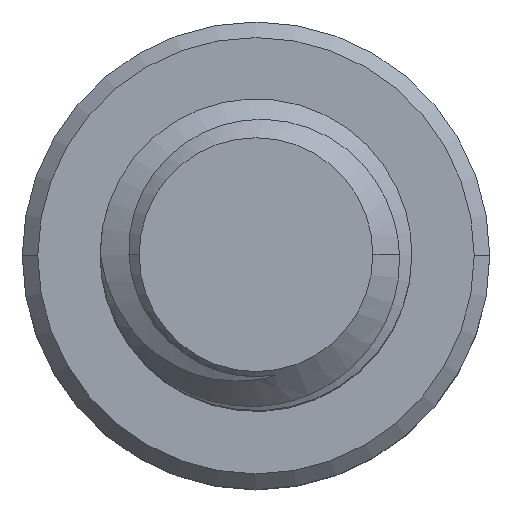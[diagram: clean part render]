
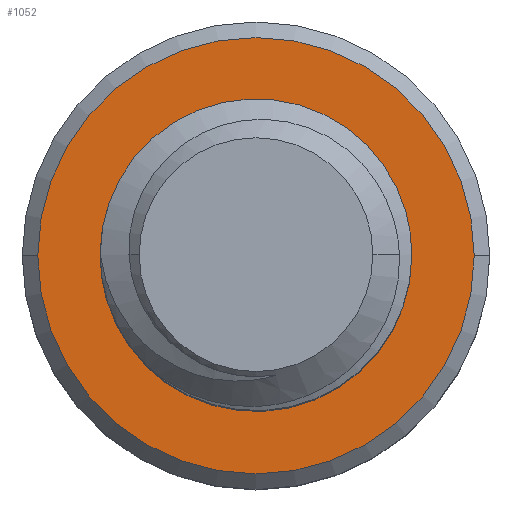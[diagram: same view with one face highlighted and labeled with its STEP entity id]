
A CAD part, top view. The second image highlights one B-rep face of the part: STEP entity #1052.
In plain terms, the highlighted planar face has unit normal (0, 0, 1).
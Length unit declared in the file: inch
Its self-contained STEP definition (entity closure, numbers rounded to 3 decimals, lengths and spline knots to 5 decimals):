
#81 = CIRCLE ( 'NONE', #3658, 0.2625 ) ;
#86 = ORIENTED_EDGE ( 'NONE', *, *, #3691, .T. ) ;
#89 = CIRCLE ( 'NONE', #3582, 0.2625 ) ;
#185 = CIRCLE ( 'NONE', #3631, 0.14691 ) ;
#236 = ORIENTED_EDGE ( 'NONE', *, *, #3491, .F. ) ;
#238 = CIRCLE ( 'NONE', #3636, 0.1875 ) ;
#251 = ORIENTED_EDGE ( 'NONE', *, *, #3521, .T. ) ;
#327 = FACE_BOUND ( 'NONE', #407, .T. ) ;
#333 = FACE_OUTER_BOUND ( 'NONE', #595, .T. ) ;
#407 = EDGE_LOOP ( 'NONE', ( #236, #789, #251, #772 ) ) ;
#595 = EDGE_LOOP ( 'NONE', ( #86, #766 ) ) ;
#766 = ORIENTED_EDGE ( 'NONE', *, *, #3681, .T. ) ;
#772 = ORIENTED_EDGE ( 'NONE', *, *, #3587, .T. ) ;
#789 = ORIENTED_EDGE ( 'NONE', *, *, #3473, .T. ) ;
#1052 = ADVANCED_FACE ( 'NONE', ( #333, #327 ), #2408, .F. ) ;
#1123 = DIRECTION ( 'NONE',  ( -1., 0., 0. ) ) ;
#1124 = DIRECTION ( 'NONE',  ( 0., 0., 1. ) ) ;
#1127 = CARTESIAN_POINT ( 'NONE',  ( 0., 0., -0.75 ) ) ;
#1169 = DIRECTION ( 'NONE',  ( -1., 0., 0. ) ) ;
#1170 = DIRECTION ( 'NONE',  ( 0., 0., 1. ) ) ;
#1184 = CARTESIAN_POINT ( 'NONE',  ( 0., 0., -0.75 ) ) ;
#1289 = VERTEX_POINT ( 'NONE', #2347 ) ;
#1563 = VERTEX_POINT ( 'NONE', #2494 ) ;
#1567 = VERTEX_POINT ( 'NONE', #2487 ) ;
#1805 = VERTEX_POINT ( 'NONE', #2402 ) ;
#1842 = VERTEX_POINT ( 'NONE', #2457 ) ;
#2105 = VERTEX_POINT ( 'NONE', #3394 ) ;
#2125 = CARTESIAN_POINT ( 'NONE',  ( 0.11646, 0.13063, -0.75 ) ) ;
#2126 = CARTESIAN_POINT ( 'NONE',  ( 0.01665, 0.18611, -0.75 ) ) ;
#2127 = CARTESIAN_POINT ( 'NONE',  ( 0.13684, 0.10473, -0.75 ) ) ;
#2128 = CARTESIAN_POINT ( 'NONE',  ( 0.10471, 0.14231, -0.75 ) ) ;
#2129 = CARTESIAN_POINT ( 'NONE',  ( 0.15392, 0.06693, -0.75 ) ) ;
#2130 = CARTESIAN_POINT ( 'NONE',  ( 0.14515, 0.09, -0.75 ) ) ;
#2131 = CARTESIAN_POINT ( 'NONE',  ( 0.07847, 0.16265, -0.75 ) ) ;
#2132 = CARTESIAN_POINT ( 'NONE',  ( 0.06394, 0.17064, -0.75 ) ) ;
#2133 = CARTESIAN_POINT ( 'NONE',  ( 0.12189, 0.12443, -0.75 ) ) ;
#2134 = CARTESIAN_POINT ( 'NONE',  ( 0.09834, 0.1478, -0.75 ) ) ;
#2135 = CARTESIAN_POINT ( 'NONE',  ( 0.03277, 0.18246, -0.75 ) ) ;
#2136 = CARTESIAN_POINT ( 'NONE',  ( 0.15625, 0.05904, -0.75 ) ) ;
#2137 = CARTESIAN_POINT ( 'NONE',  ( 0.15968, 0.04283, -0.75 ) ) ;
#2138 = CARTESIAN_POINT ( 'NONE',  ( 0.16078, 0.03448, -0.75 ) ) ;
#2139 = CARTESIAN_POINT ( 'NONE',  ( 0.16144, 0.00973, -0.75 ) ) ;
#2140 = CARTESIAN_POINT ( 'NONE',  ( 0.14462, -0.05393, -0.75 ) ) ;
#2141 = CARTESIAN_POINT ( 'NONE',  ( 0.11619, -0.09457, -0.75 ) ) ;
#2142 = CARTESIAN_POINT ( 'NONE',  ( 0.15399, -0.03103, -0.75 ) ) ;
#2143 = CARTESIAN_POINT ( 'NONE',  ( 0.15126, -0.03882, -0.75 ) ) ;
#2144 = CARTESIAN_POINT ( 'NONE',  ( 0.12718, -0.08233, -0.75 ) ) ;
#2145 = CARTESIAN_POINT ( 'NONE',  ( 0.14066, -0.06132, -0.75 ) ) ;
#2146 = CARTESIAN_POINT ( 'NONE',  ( 0.16165, 0.01797, -0.75 ) ) ;
#2147 = CARTESIAN_POINT ( 'NONE',  ( 0.10293, -0.10482, -0.75 ) ) ;
#2148 = CARTESIAN_POINT ( 'NONE',  ( 0.15975, -0.00671, -0.75 ) ) ;
#2149 = CARTESIAN_POINT ( 'NONE',  ( 0.15824, -0.01499, -0.75 ) ) ;
#2212 = CARTESIAN_POINT ( 'NONE',  ( 0., 0.1875, -0.75 ) ) ;
#2347 = CARTESIAN_POINT ( 'NONE',  ( 0., 0.1875, -0.75 ) ) ;
#2349 = DIRECTION ( 'NONE',  ( -1., 0., 0. ) ) ;
#2402 = CARTESIAN_POINT ( 'NONE',  ( 0.10293, -0.10482, -0.75 ) ) ;
#2407 = CARTESIAN_POINT ( 'NONE',  ( 0., 0., -0.75 ) ) ;
#2408 = PLANE ( 'NONE',  #3689 ) ;
#2413 = DIRECTION ( 'NONE',  ( 0., 0., -1. ) ) ;
#2457 = CARTESIAN_POINT ( 'NONE',  ( -0.2625, 0., -0.75 ) ) ;
#2487 = CARTESIAN_POINT ( 'NONE',  ( -0.13137, 0.13379, -0.75 ) ) ;
#2494 = CARTESIAN_POINT ( 'NONE',  ( 0.2625, 0., -0.75 ) ) ;
#2577 = CARTESIAN_POINT ( 'NONE',  ( -0.13137, 0.13379, -0.75 ) ) ;
#2579 = CARTESIAN_POINT ( 'NONE',  ( -0.14214, 0.12103, -0.75 ) ) ;
#2580 = CARTESIAN_POINT ( 'NONE',  ( -0.15116, 0.10696, -0.75 ) ) ;
#2581 = CARTESIAN_POINT ( 'NONE',  ( -0.16527, 0.07712, -0.75 ) ) ;
#2582 = CARTESIAN_POINT ( 'NONE',  ( -0.17025, 0.06097, -0.75 ) ) ;
#2583 = CARTESIAN_POINT ( 'NONE',  ( -0.17408, 0.03654, -0.75 ) ) ;
#2584 = CARTESIAN_POINT ( 'NONE',  ( -0.17477, 0.02832, -0.75 ) ) ;
#2585 = CARTESIAN_POINT ( 'NONE',  ( -0.17498, 0.0117, -0.75 ) ) ;
#2586 = CARTESIAN_POINT ( 'NONE',  ( -0.17448, 0.00334, -0.75 ) ) ;
#2587 = CARTESIAN_POINT ( 'NONE',  ( -0.17231, -0.01304, -0.75 ) ) ;
#2588 = CARTESIAN_POINT ( 'NONE',  ( -0.17065, -0.02111, -0.75 ) ) ;
#2589 = CARTESIAN_POINT ( 'NONE',  ( -0.16617, -0.03703, -0.75 ) ) ;
#2590 = CARTESIAN_POINT ( 'NONE',  ( -0.16331, -0.04493, -0.75 ) ) ;
#2591 = CARTESIAN_POINT ( 'NONE',  ( -0.15657, -0.06009, -0.75 ) ) ;
#2592 = CARTESIAN_POINT ( 'NONE',  ( -0.15267, -0.06738, -0.75 ) ) ;
#2593 = CARTESIAN_POINT ( 'NONE',  ( -0.14386, -0.08139, -0.75 ) ) ;
#2594 = CARTESIAN_POINT ( 'NONE',  ( -0.13889, -0.08816, -0.75 ) ) ;
#2595 = CARTESIAN_POINT ( 'NONE',  ( -0.12799, -0.10069, -0.75 ) ) ;
#2596 = CARTESIAN_POINT ( 'NONE',  ( -0.1221, -0.10646, -0.75 ) ) ;
#2597 = CARTESIAN_POINT ( 'NONE',  ( -0.10943, -0.11704, -0.75 ) ) ;
#2598 = CARTESIAN_POINT ( 'NONE',  ( -0.1026, -0.12188, -0.75 ) ) ;
#2599 = CARTESIAN_POINT ( 'NONE',  ( -0.08113, -0.1346, -0.75 ) ) ;
#2601 = CARTESIAN_POINT ( 'NONE',  ( -0.0657, -0.14068, -0.75 ) ) ;
#2602 = CARTESIAN_POINT ( 'NONE',  ( -0.0331, -0.14778, -0.75 ) ) ;
#2603 = CARTESIAN_POINT ( 'NONE',  ( -0.01663, -0.14867, -0.75 ) ) ;
#2607 = CARTESIAN_POINT ( 'NONE',  ( 0., -0.14691, -0.75 ) ) ;
#2918 = DIRECTION ( 'NONE',  ( 1., 0., 0. ) ) ;
#2921 = CARTESIAN_POINT ( 'NONE',  ( 0., 0., -0.75 ) ) ;
#2925 = DIRECTION ( 'NONE',  ( 0., 0., -1. ) ) ;
#3109 = DIRECTION ( 'NONE',  ( 1., 0., 0. ) ) ;
#3145 = DIRECTION ( 'NONE',  ( 0., 0., 1. ) ) ;
#3148 = CARTESIAN_POINT ( 'NONE',  ( 0., 0., -0.75 ) ) ;
#3394 = CARTESIAN_POINT ( 'NONE',  ( 0., -0.14691, -0.75 ) ) ;
#3473 = EDGE_CURVE ( 'NONE', #1289, #1805, #3756, .T. ) ;
#3491 = EDGE_CURVE ( 'NONE', #1289, #1567, #238, .T. ) ;
#3521 = EDGE_CURVE ( 'NONE', #1805, #2105, #185, .T. ) ;
#3582 = AXIS2_PLACEMENT_3D ( 'NONE', #1184, #1170, #1169 ) ;
#3587 = EDGE_CURVE ( 'NONE', #2105, #1567, #3754, .T. ) ;
#3631 = AXIS2_PLACEMENT_3D ( 'NONE', #2921, #2925, #2918 ) ;
#3636 = AXIS2_PLACEMENT_3D ( 'NONE', #3148, #3145, #3109 ) ;
#3658 = AXIS2_PLACEMENT_3D ( 'NONE', #1127, #1124, #1123 ) ;
#3681 = EDGE_CURVE ( 'NONE', #1563, #1842, #89, .T. ) ;
#3689 = AXIS2_PLACEMENT_3D ( 'NONE', #2407, #2413, #2349 ) ;
#3691 = EDGE_CURVE ( 'NONE', #1842, #1563, #81, .T. ) ;
#3754 = B_SPLINE_CURVE_WITH_KNOTS ( 'NONE', 3,
 ( #2607, #2603, #2602, #2601, #2599, #2598, #2597, #2596, #2595, #2594, #2593, #2592, #2591, #2590, #2589, #2588, #2587, #2586, #2585, #2584, #2583, #2582, #2581, #2580, #2579, #2577 ),
 .UNSPECIFIED., .F., .F.,
 ( 4, 2, 2, 2, 2, 2, 2, 2, 2, 2, 2, 2, 4 ),
 ( 0., 0.00126, 0.00251, 0.00314, 0.00377, 0.0044, 0.00503, 0.00565, 0.00628, 0.00691, 0.00754, 0.0088, 0.01005 ),
 .UNSPECIFIED. ) ;
#3756 = B_SPLINE_CURVE_WITH_KNOTS ( 'NONE', 3,
 ( #2212, #2126, #2135, #2132, #2131, #2134, #2128, #2125, #2133, #2127, #2130, #2129, #2136, #2137, #2138, #2146, #2139, #2148, #2149, #2142, #2143, #2140, #2145, #2144, #2141, #2147 ),
 .UNSPECIFIED., .F., .F.,
 ( 4, 2, 2, 2, 2, 2, 2, 2, 2, 2, 2, 2, 4 ),
 ( 0., 0.00126, 0.00252, 0.00315, 0.00378, 0.00504, 0.00567, 0.0063, 0.00693, 0.00756, 0.00818, 0.00881, 0.01007 ),
 .UNSPECIFIED. ) ;
